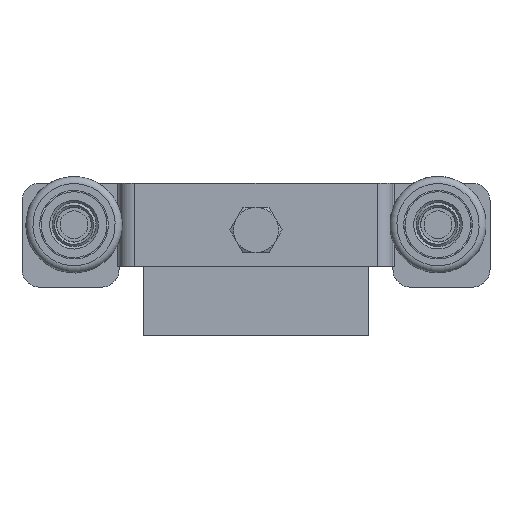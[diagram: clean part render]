
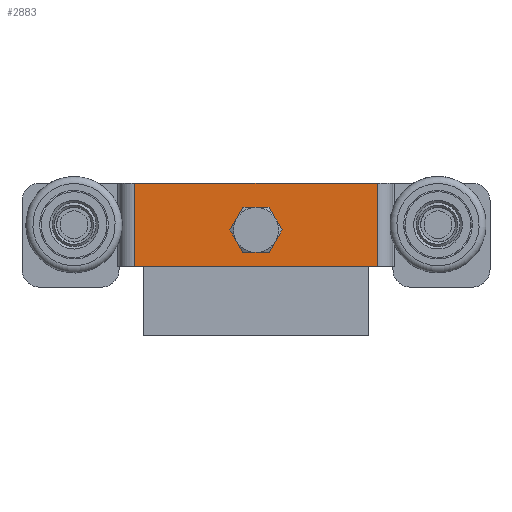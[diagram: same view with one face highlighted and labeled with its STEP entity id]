
A CAD part, front view. The second image highlights one B-rep face of the part: STEP entity #2883.
In plain terms, the highlighted planar face has unit normal (0, -1, 0).
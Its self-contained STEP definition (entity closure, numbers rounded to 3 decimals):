
#255=FACE_BOUND('',#575,.T.);
#307=PLANE('',#3416);
#406=FACE_OUTER_BOUND('',#574,.T.);
#574=EDGE_LOOP('',(#2197,#2198,#2199,#2200));
#575=EDGE_LOOP('',(#2201));
#768=LINE('',#4792,#965);
#803=LINE('',#4888,#1000);
#810=LINE('',#4908,#1007);
#813=LINE('',#4916,#1010);
#965=VECTOR('',#3825,10.);
#1000=VECTOR('',#3916,10.);
#1007=VECTOR('',#3937,10.);
#1010=VECTOR('',#3946,10.);
#1125=CIRCLE('',#3351,5.1);
#1300=VERTEX_POINT('',#4694);
#1333=VERTEX_POINT('',#4788);
#1334=VERTEX_POINT('',#4790);
#1367=VERTEX_POINT('',#4886);
#1373=VERTEX_POINT('',#4906);
#1581=EDGE_CURVE('',#1300,#1300,#1125,.T.);
#1630=EDGE_CURVE('',#1333,#1334,#768,.T.);
#1677=EDGE_CURVE('',#1334,#1367,#803,.T.);
#1688=EDGE_CURVE('',#1373,#1367,#810,.T.);
#1693=EDGE_CURVE('',#1333,#1373,#813,.T.);
#2197=ORIENTED_EDGE('',*,*,#1693,.F.);
#2198=ORIENTED_EDGE('',*,*,#1630,.T.);
#2199=ORIENTED_EDGE('',*,*,#1677,.T.);
#2200=ORIENTED_EDGE('',*,*,#1688,.F.);
#2201=ORIENTED_EDGE('',*,*,#1581,.T.);
#2883=ADVANCED_FACE('',(#406,#255),#307,.T.);
#3351=AXIS2_PLACEMENT_3D('',#4695,#3736,#3737);
#3416=AXIS2_PLACEMENT_3D('',#4918,#3949,#3950);
#3736=DIRECTION('center_axis',(0.,1.,0.));
#3737=DIRECTION('ref_axis',(-1.,0.,0.));
#3825=DIRECTION('',(0.,0.,1.));
#3916=DIRECTION('',(-1.,0.,0.));
#3937=DIRECTION('',(0.,0.,1.));
#3946=DIRECTION('',(-1.,0.,0.));
#3949=DIRECTION('center_axis',(0.,-1.,0.));
#3950=DIRECTION('ref_axis',(0.,0.,-1.));
#4694=CARTESIAN_POINT('',(72.6,0.,16.5));
#4695=CARTESIAN_POINT('Origin',(67.5,0.,16.5));
#4788=CARTESIAN_POINT('',(102.525,0.,6.));
#4790=CARTESIAN_POINT('',(102.525,0.,30.));
#4792=CARTESIAN_POINT('',(102.525,0.,0.));
#4886=CARTESIAN_POINT('',(32.475,0.,30.));
#4888=CARTESIAN_POINT('',(32.475,0.,30.));
#4906=CARTESIAN_POINT('',(32.475,0.,6.));
#4908=CARTESIAN_POINT('',(32.475,0.,0.));
#4916=CARTESIAN_POINT('',(67.5,0.,6.));
#4918=CARTESIAN_POINT('Origin',(67.5,0.,0.));
